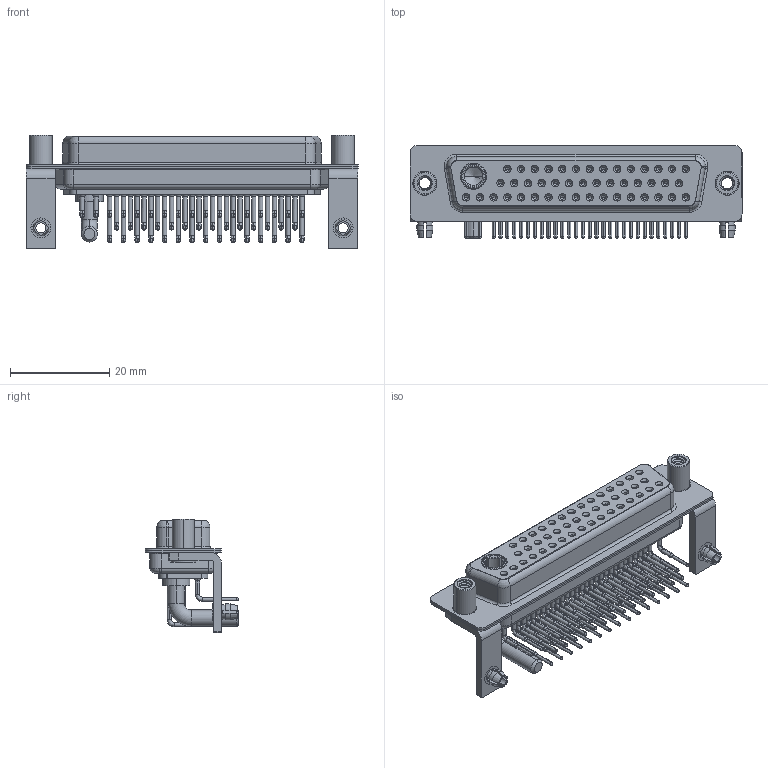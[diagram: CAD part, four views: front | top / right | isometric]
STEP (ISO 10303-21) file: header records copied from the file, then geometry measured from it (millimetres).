
FILE_DESCRIPTION (( 'STEP AP203' ), '1' );
FILE_NAME ('630-47W1640-3N5.STEP', '2022-06-10T12:13:13', ( '' ), ( '' ), 'SwSTEP 2.0', 'SolidWorks 2020', '' );
FILE_SCHEMA (( 'CONFIG_CONTROL_DESIGN' ));
Length unit declared in the file: millimetre
Products named in the file (11): 630Combo Contact Row 2_50 Contacts; 630Combo Board Lock_50 Contacts; Power Socket_30A RA 50; 630Combo Contact Row 1_50 Contacts; 630Combo Shell Rear_50 Contacts; 630Combo Housing_47W1; 630Combo Contact Row 3; 630Combo Threaded Standoff_5; 630Combo Stabilizer Bracket_50 Contacts; 630-47W1640-3N5; 630Combo Shell Front_50 Contacts
Assembly tree (56 placements, depth 2):
  630-47W1640-3N5
    630Combo Housing_47W1
    630Combo Shell Front_50 Contacts
    630Combo Shell Rear_50 Contacts
    630Combo Stabilizer Bracket_50 Contacts  x2
    630Combo Board Lock_50 Contacts  x2
    630Combo Threaded Standoff_5  x2
    Power Socket_30A RA 50
    630Combo Contact Row 1_50 Contacts  x15
    630Combo Contact Row 2_50 Contacts  x14
    630Combo Contact Row 3  x17
Bounding box: 67 x 18.8 x 23 mm (x, y, z)
Volume: 7791.2 mm3; surface area: 17291.3 mm2
Topology: 57 solids, 57 shells, 2962 faces, 7557 edges, 4770 vertices
Faces by surface type: cylinder 1304, plane 853, cone 551, bspline 191, torus 63
Entity records: 37398 total; most frequent: CARTESIAN_POINT 8060, DIRECTION 6184, ORIENTED_EDGE 5234, EDGE_CURVE 2617, AXIS2_PLACEMENT_3D 2582, VERTEX_POINT 1678, CIRCLE 1420, EDGE_LOOP 1389
